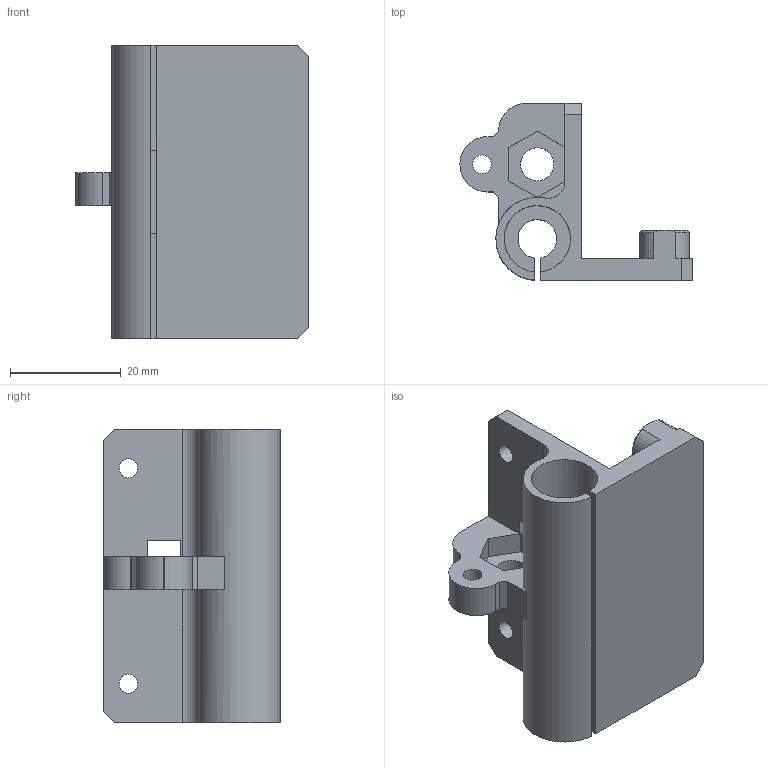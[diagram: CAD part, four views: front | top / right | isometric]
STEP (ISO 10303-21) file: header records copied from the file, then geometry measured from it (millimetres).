
FILE_DESCRIPTION(('FreeCAD Model'),'2;1');
FILE_NAME('Open CASCADE Shape Model','2023-04-23T11:15:24',('Author'),( ''),'Open CASCADE STEP processor 7.5','FreeCAD','Unknown');
FILE_SCHEMA(('AUTOMOTIVE_DESIGN { 1 0 10303 214 1 1 1 1 }'));
Length unit declared in the file: millimetre
Products named in the file (1): x.idler.L
Bounding box: 42 x 32 x 53 mm (x, y, z)
Volume: 14168.8 mm3; surface area: 10620.3 mm2
Topology: 1 solids, 1 shells, 74 faces, 213 edges, 142 vertices
Faces by surface type: plane 51, cylinder 19, cone 4
Full cylindrical faces by diameter (mm): 2.8 x1, 3.4 x3, 6 x1, 6.2 x2
Entity records: 6125 total; most frequent: CARTESIAN_POINT 1604, DIRECTION 776, LINE 468, VECTOR 468, ORIENTED_EDGE 426, PCURVE 426, DEFINITIONAL_REPRESENTATION 426, EDGE_CURVE 213
